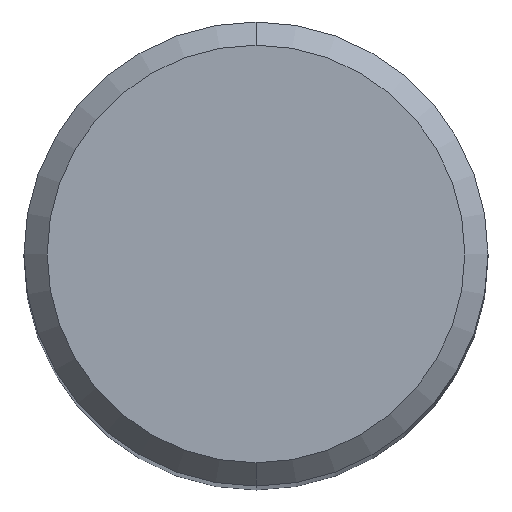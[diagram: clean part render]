
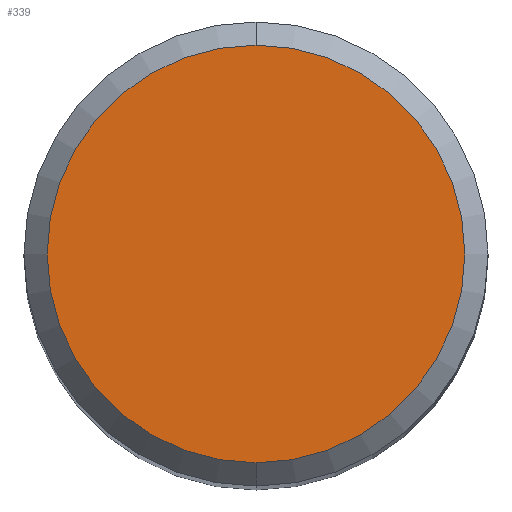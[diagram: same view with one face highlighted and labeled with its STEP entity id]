
A CAD part, top view. The second image highlights one B-rep face of the part: STEP entity #339.
In plain terms, the highlighted planar face has unit normal (0, 0, 1).
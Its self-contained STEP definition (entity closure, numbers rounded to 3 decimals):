
#257=VERTEX_POINT('',#574);
#297=EDGE_CURVE('',#257,#391,#616,.T.);
#333=EDGE_CURVE('',#391,#257,#656,.T.);
#339=ADVANCED_FACE('',(#662),#663,.T.);
#391=VERTEX_POINT('',#720);
#574=CARTESIAN_POINT('',(0.,-3.6,0.0));
#616=CIRCLE('',#1092,3.6);
#656=CIRCLE('',#1146,3.6);
#662=FACE_OUTER_BOUND('',#1154,.T.);
#663=PLANE('',#1155);
#720=CARTESIAN_POINT('',(0.0,3.6,0.0));
#1092=AXIS2_PLACEMENT_3D('',#1622,#1623,#1624);
#1146=AXIS2_PLACEMENT_3D('',#1668,#1669,#1670);
#1154=EDGE_LOOP('',(#1673,#1674));
#1155=AXIS2_PLACEMENT_3D('',#1675,#1676,#1677);
#1622=CARTESIAN_POINT('',(0.0,0.0,0.0));
#1623=DIRECTION('',(0.0,0.0,-1.0));
#1624=DIRECTION('',(0.0,1.0,0.0));
#1668=CARTESIAN_POINT('',(0.0,0.0,0.0));
#1669=DIRECTION('',(0.0,0.0,-1.0));
#1670=DIRECTION('',(0.0,1.0,0.0));
#1673=ORIENTED_EDGE('',*,*,#333,.F.);
#1674=ORIENTED_EDGE('',*,*,#297,.F.);
#1675=CARTESIAN_POINT('',(0.0,1.8,0.0));
#1676=DIRECTION('',(-0.0,0.0,1.0));
#1677=DIRECTION('',(0.0,-1.0,0.0));
